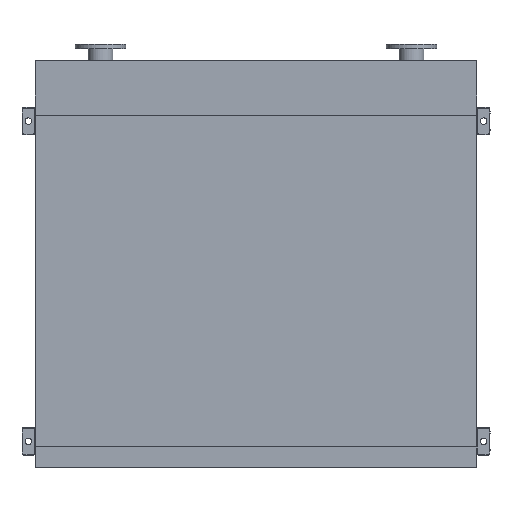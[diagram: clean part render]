
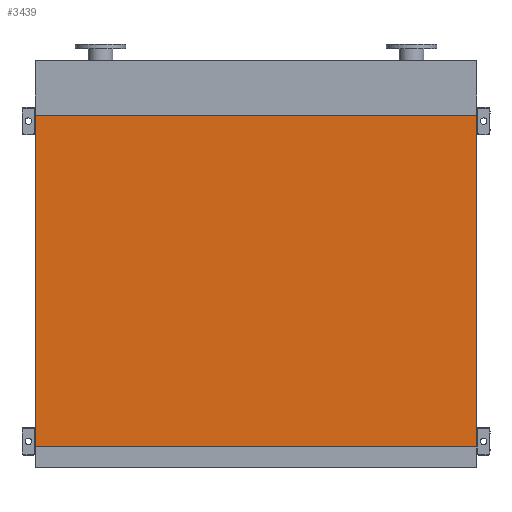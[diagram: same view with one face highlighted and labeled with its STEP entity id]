
A CAD part, front view. The second image highlights one B-rep face of the part: STEP entity #3439.
In plain terms, the highlighted planar face has unit normal (0, -1, 0).
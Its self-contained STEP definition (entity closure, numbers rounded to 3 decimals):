
#27 = EDGE_LOOP ( 'NONE', ( #834, #11903, #15292, #5199 ) ) ;
#259 = CARTESIAN_POINT ( 'NONE',  ( 965., 0., -1450. ) ) ;
#312 = PLANE ( 'NONE',  #7131 ) ;
#776 = VECTOR ( 'NONE', #8957, 1000. ) ;
#834 = ORIENTED_EDGE ( 'NONE', *, *, #9802, .F. ) ;
#1006 = CARTESIAN_POINT ( 'NONE',  ( -965., 0., -1450. ) ) ;
#1748 = DIRECTION ( 'NONE',  ( 0., -1., 0. ) ) ;
#2381 = VECTOR ( 'NONE', #2978, 1000. ) ;
#2978 = DIRECTION ( 'NONE',  ( 1., 0., 0. ) ) ;
#3127 = VERTEX_POINT ( 'NONE', #14035 ) ;
#3439 = ADVANCED_FACE ( 'NONE', ( #3522 ), #312, .T. ) ;
#3522 = FACE_OUTER_BOUND ( 'NONE', #27, .T. ) ;
#4003 = VECTOR ( 'NONE', #4666, 1000. ) ;
#4458 = LINE ( 'NONE', #14001, #4003 ) ;
#4666 = DIRECTION ( 'NONE',  ( 1., 0., 0. ) ) ;
#4671 = LINE ( 'NONE', #259, #776 ) ;
#5199 = ORIENTED_EDGE ( 'NONE', *, *, #10821, .T. ) ;
#7131 = AXIS2_PLACEMENT_3D ( 'NONE', #15268, #1748, #11466 ) ;
#8030 = CARTESIAN_POINT ( 'NONE',  ( -965., 0., 0. ) ) ;
#8830 = CARTESIAN_POINT ( 'NONE',  ( -965., 0., 0. ) ) ;
#8888 = VERTEX_POINT ( 'NONE', #8961 ) ;
#8957 = DIRECTION ( 'NONE',  ( 0., 0., 1. ) ) ;
#8961 = CARTESIAN_POINT ( 'NONE',  ( 965., 0., 0. ) ) ;
#9524 = LINE ( 'NONE', #8830, #2381 ) ;
#9802 = EDGE_CURVE ( 'NONE', #15583, #8888, #9524, .T. ) ;
#9905 = EDGE_CURVE ( 'NONE', #12178, #3127, #4458, .T. ) ;
#10185 = EDGE_CURVE ( 'NONE', #12178, #15583, #13284, .T. ) ;
#10821 = EDGE_CURVE ( 'NONE', #3127, #8888, #4671, .T. ) ;
#11182 = DIRECTION ( 'NONE',  ( 0., 0., 1. ) ) ;
#11466 = DIRECTION ( 'NONE',  ( 0., 0., -1. ) ) ;
#11903 = ORIENTED_EDGE ( 'NONE', *, *, #10185, .F. ) ;
#12178 = VERTEX_POINT ( 'NONE', #1006 ) ;
#13284 = LINE ( 'NONE', #16215, #16207 ) ;
#14001 = CARTESIAN_POINT ( 'NONE',  ( -965., 0., -1450. ) ) ;
#14035 = CARTESIAN_POINT ( 'NONE',  ( 965., 0., -1450. ) ) ;
#15268 = CARTESIAN_POINT ( 'NONE',  ( -965., 0., -1450. ) ) ;
#15292 = ORIENTED_EDGE ( 'NONE', *, *, #9905, .T. ) ;
#15583 = VERTEX_POINT ( 'NONE', #8030 ) ;
#16207 = VECTOR ( 'NONE', #11182, 1000. ) ;
#16215 = CARTESIAN_POINT ( 'NONE',  ( -965., 0., -1450. ) ) ;
